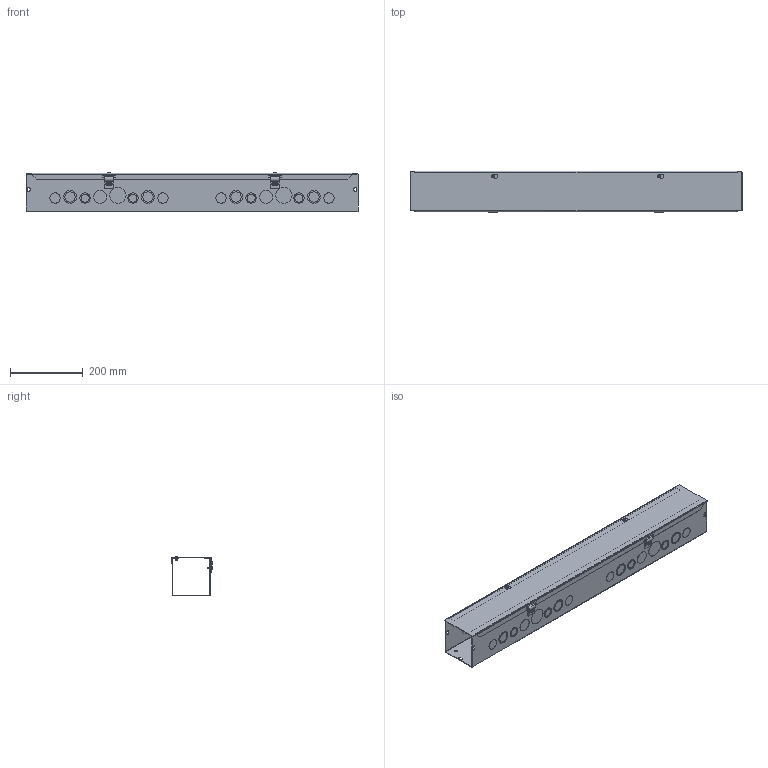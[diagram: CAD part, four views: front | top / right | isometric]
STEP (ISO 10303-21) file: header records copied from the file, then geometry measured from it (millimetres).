
FILE_DESCRIPTION(/* description */ ('HS_BLR 4X4X36'),/* implementation_level */ '2;1');
FILE_NAME(/* name */ 'HS443.stp',/* time_stamp */ '2017-06-12T12:17:01+06:00',/* author */ ('vdas'),/* organization */ (''),/* preprocessor_version */ 'ST-DEVELOPER v16.1',/* originating_system */ 'Autodesk Inventor 2016',/* authorisation */ '');
FILE_SCHEMA (('AUTOMOTIVE_DESIGN { 1 0 10303 214 3 1 1 }'));
Length unit declared in the file: inch
Products named in the file (5): HS443BLR; HS443LID; 372141; 31816; HS443
Assembly tree (8 placements, depth 2):
  HS443
    HS443BLR
    HS443LID
    372141  x4
    31816  x2
Bounding box: 914.4 x 114.74 x 109.79 mm (x, y, z)
Volume: 709146.1 mm3; surface area: 886152.5 mm2
Topology: 8 solids, 8 shells, 639 faces, 1487 edges, 916 vertices
Faces by surface type: plane 315, cylinder 156, cone 108, torus 52, bspline 8
Full cylindrical faces by diameter (mm): 4.089 x4, 4.595 x32, 6.35 x4, 7.938 x4, 22.225 x8, 28.575 x16, 28.6 x8, 34.925 x12, 44.45 x4
Entity records: 10678 total; most frequent: CARTESIAN_POINT 2028, DIRECTION 1743, ORIENTED_EDGE 1522, EDGE_CURVE 761, AXIS2_PLACEMENT_3D 643, EDGE_LOOP 563, VERTEX_POINT 538, LINE 457
